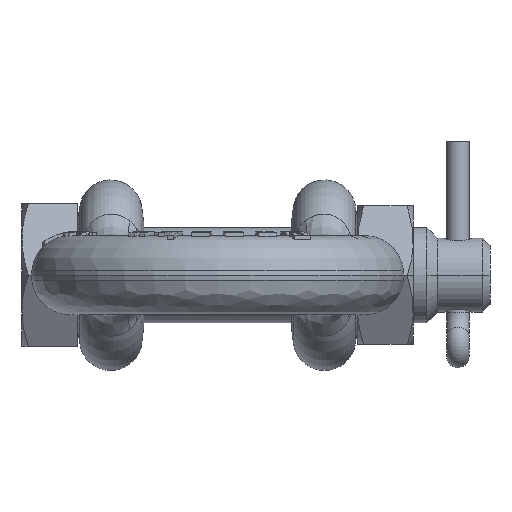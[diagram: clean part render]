
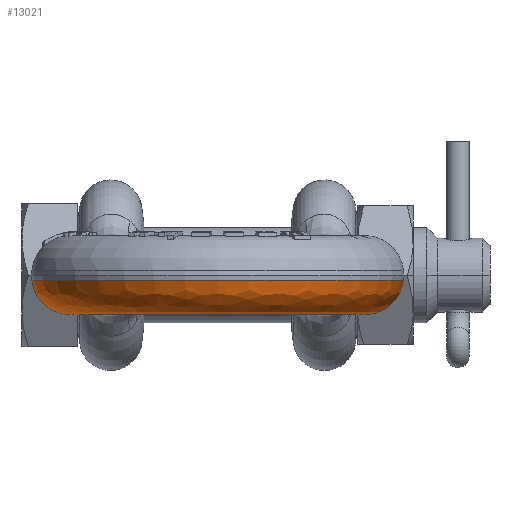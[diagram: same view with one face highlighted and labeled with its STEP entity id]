
A CAD part, front view. The second image highlights one B-rep face of the part: STEP entity #13021.
In plain terms, the highlighted face is a revolution surface.
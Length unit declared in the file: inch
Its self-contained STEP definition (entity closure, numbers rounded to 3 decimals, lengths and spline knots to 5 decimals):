
#4061=CARTESIAN_POINT('',(0.,-1.975,-0.3099));
#4062=DIRECTION('',(0.,0.,-1.));
#4063=DIRECTION('',(1.,0.,0.));
#4064=AXIS2_PLACEMENT_3D('',#4061,#4062,#4063);
#4195=CARTESIAN_POINT('',(-1.155,-1.975,
-0.30989));
#4196=CARTESIAN_POINT('',(-1.17632,-1.975,
-0.30989));
#4197=CARTESIAN_POINT('',(-1.21927,-1.975,
-0.30554));
#4198=CARTESIAN_POINT('',(-1.28088,-1.975,
-0.28549));
#4199=CARTESIAN_POINT('',(-1.33658,-1.975,
-0.25318));
#4200=CARTESIAN_POINT('',(-1.38432,-1.975,
-0.21063));
#4201=CARTESIAN_POINT('',(-1.42196,-1.975,-0.15921));
#4202=CARTESIAN_POINT('',(-1.44816,-1.975,-0.10155));
#4203=CARTESIAN_POINT('',(-1.45757,-1.975,-0.06053));
#4204=CARTESIAN_POINT('',(-1.46008,-1.975,-0.04009));
#4262=CARTESIAN_POINT('',(0.,-1.975,-0.04009));
#4263=DIRECTION('',(0.,0.,-1.));
#4264=DIRECTION('',(1.,0.,0.));
#4265=AXIS2_PLACEMENT_3D('',#4262,#4263,#4264);
#4267=CARTESIAN_POINT('',(1.155,-1.975,
-0.30989));
#4268=CARTESIAN_POINT('',(1.17632,-1.975,
-0.30989));
#4269=CARTESIAN_POINT('',(1.21927,-1.975,
-0.30554));
#4270=CARTESIAN_POINT('',(1.28088,-1.975,
-0.28549));
#4271=CARTESIAN_POINT('',(1.33658,-1.975,
-0.25318));
#4272=CARTESIAN_POINT('',(1.38432,-1.975,
-0.21063));
#4273=CARTESIAN_POINT('',(1.42196,-1.975,-0.15921));
#4274=CARTESIAN_POINT('',(1.44816,-1.975,-0.10155));
#4275=CARTESIAN_POINT('',(1.45757,-1.975,-0.06053));
#4276=CARTESIAN_POINT('',(1.46008,-1.975,-0.04009));
#6012=CARTESIAN_POINT('',(1.46008,-1.975,-0.04009));
#6014=VERTEX_POINT('',#6012);
#6018=CARTESIAN_POINT('',(-1.46008,-1.975,-0.04009));
#6020=VERTEX_POINT('',#6018);
#6047=CARTESIAN_POINT('',(1.155,-1.975,
-0.30989));
#6049=VERTEX_POINT('',#6047);
#6054=CARTESIAN_POINT('',(-1.155,-1.975,
-0.3099));
#6055=VERTEX_POINT('',#6054);
#12998=CARTESIAN_POINT('',(1.46059,-1.975,-0.03567));
#12999=CARTESIAN_POINT('',(1.46043,-1.975,-0.03714));
#13000=CARTESIAN_POINT('',(1.4579,-1.975,-0.05907));
#13001=CARTESIAN_POINT('',(1.44816,-1.975,-0.10155));
#13002=CARTESIAN_POINT('',(1.42196,-1.975,-0.15921));
#13003=CARTESIAN_POINT('',(1.38432,-1.975,-0.21063));
#13004=CARTESIAN_POINT('',(1.33658,-1.975,-0.25318));
#13005=CARTESIAN_POINT('',(1.28088,-1.975,-0.28549));
#13006=CARTESIAN_POINT('',(1.21927,-1.975,-0.30553));
#13007=CARTESIAN_POINT('',(1.17335,-1.975,-0.31021));
#13008=CARTESIAN_POINT('',(1.14906,-1.975,-0.30986));
#13009=CARTESIAN_POINT('',(1.1461,-1.975,-0.30978));
#13011=CARTESIAN_POINT('',(0.,-1.975,1.));
#13012=DIRECTION('',(0.,0.,-1.));
#13013=AXIS1_PLACEMENT('',#13011,#13012);
#13014=SURFACE_OF_REVOLUTION('',#13010,#13013);
#13015=ORIENTED_EDGE('',*,*,#12344,.T.);
#13016=ORIENTED_EDGE('',*,*,#12915,.T.);
#13017=ORIENTED_EDGE('',*,*,#12991,.F.);
#13018=ORIENTED_EDGE('',*,*,#12324,.F.);
#13019=EDGE_LOOP('',(#13015,#13016,#13017,#13018));
#13020=FACE_OUTER_BOUND('',#13019,.F.);
#13021=ADVANCED_FACE('',(#13020),#13014,.T.);
#4065=CIRCLE('',#4064,1.155);
#4205=B_SPLINE_CURVE_WITH_KNOTS('',3,(#4195,#4196,#4197,#4198,#4199,#4200,#4201,
#4202,#4203,#4204),.UNSPECIFIED.,.F.,.F.,(4,1,1,1,1,1,1,4),(0.,
0.14363,0.28941,0.43399,0.57526,
0.71814,0.86097,1.),.UNSPECIFIED.);
#4266=CIRCLE('',#4265,1.46008);
#4277=B_SPLINE_CURVE_WITH_KNOTS('',3,(#4267,#4268,#4269,#4270,#4271,#4272,#4273,
#4274,#4275,#4276),.UNSPECIFIED.,.F.,.F.,(4,1,1,1,1,1,1,4),(0.,
0.14363,0.28941,0.43399,0.57526,
0.71814,0.86097,1.),.UNSPECIFIED.);
#12324=EDGE_CURVE('',#6049,#6014,#4277,.T.);
#12344=EDGE_CURVE('',#6049,#6055,#4065,.T.);
#12915=EDGE_CURVE('',#6055,#6020,#4205,.T.);
#12991=EDGE_CURVE('',#6014,#6020,#4266,.T.);
#13010=B_SPLINE_CURVE_WITH_KNOTS('',3,(#12998,#12999,#13000,#13001,#13002,
#13003,#13004,#13005,#13006,#13007,#13008,#13009),.UNSPECIFIED.,.F.,.F.,(4,1,1,
1,1,1,1,1,1,4),(0.,0.00973,0.1447,0.28338,
0.42209,0.55924,0.6996,0.84114,
0.98058,1.),.UNSPECIFIED.);
